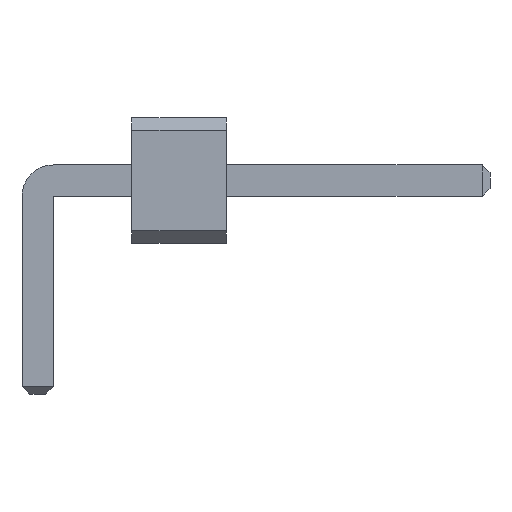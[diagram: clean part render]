
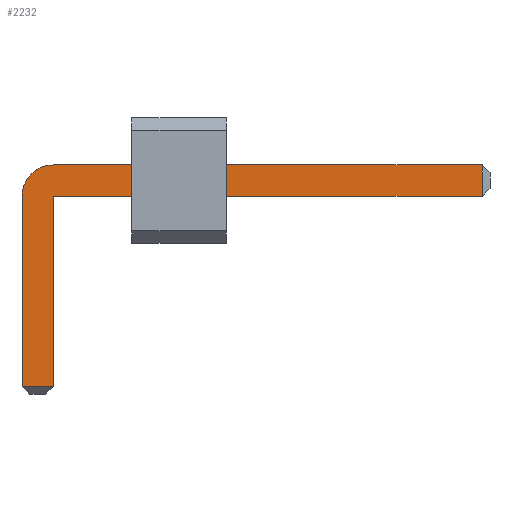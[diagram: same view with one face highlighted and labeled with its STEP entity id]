
A CAD part, front view. The second image highlights one B-rep face of the part: STEP entity #2232.
In plain terms, the highlighted planar face has unit normal (0, -1, 0).
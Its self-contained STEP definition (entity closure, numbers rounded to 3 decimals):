
#13=DIRECTION('',(0.,0.,1.));
#27=VECTOR('',#28,1.);
#28=DIRECTION('',(1.,0.,0.));
#961=VECTOR('',#13,1.);
#1003=DIRECTION('',(0.,1.,0.));
#2010=DIRECTION('',(0.,0.,-1.));
#2047=VECTOR('',#2010,1.);
#2054=VECTOR('',#2055,1.);
#2055=DIRECTION('',(-1.,0.,0.));
#2076=DIRECTION('',(-0.,1.,0.));
#2086=VERTEX_POINT('',#2087);
#2087=CARTESIAN_POINT('',(0.25,-30.25,1.25));
#2089=ORIENTED_EDGE('',*,*,#2090,.T.);
#2090=EDGE_CURVE('',#2086,#2091,#2093,.T.);
#2091=VERTEX_POINT('',#2092);
#2092=CARTESIAN_POINT('',(7.075,-30.25,1.25));
#2093=LINE('',#2094,#27);
#2094=CARTESIAN_POINT('',(-0.25,-30.25,1.25));
#2130=EDGE_CURVE('',#2131,#2086,#2133,.T.);
#2131=VERTEX_POINT('',#2132);
#2132=CARTESIAN_POINT('',(-0.25,-30.25,0.75));
#2133=CIRCLE('',#2134,0.5);
#2134=AXIS2_PLACEMENT_3D('',#2135,#2076,#2010);
#2135=CARTESIAN_POINT('',(0.25,-30.25,0.75));
#2147=VERTEX_POINT('',#2148);
#2148=CARTESIAN_POINT('',(7.075,-30.25,0.75));
#2150=ORIENTED_EDGE('',*,*,#2151,.T.);
#2151=EDGE_CURVE('',#2147,#2152,#2153,.T.);
#2152=VERTEX_POINT('',#2135);
#2153=LINE('',#2154,#2054);
#2154=CARTESIAN_POINT('',(7.2,-30.25,0.75));
#2166=VERTEX_POINT('',#2167);
#2167=CARTESIAN_POINT('',(-0.25,-30.25,-2.275));
#2169=ORIENTED_EDGE('',*,*,#2170,.T.);
#2170=EDGE_CURVE('',#2166,#2131,#2171,.T.);
#2171=LINE('',#2172,#961);
#2172=CARTESIAN_POINT('',(-0.25,-30.25,-2.4));
#2180=ORIENTED_EDGE('',*,*,#2181,.T.);
#2181=EDGE_CURVE('',#2152,#2182,#2184,.T.);
#2182=VERTEX_POINT('',#2183);
#2183=CARTESIAN_POINT('',(0.25,-30.25,-2.275));
#2184=LINE('',#2135,#2047);
#2232=ADVANCED_FACE('',(#2233),#2242,.F.);
#2233=FACE_BOUND('',#2234,.F.);
#2234=EDGE_LOOP('',(#2089,#2235,#2150,#2180,#2238,#2169,#2241));
#2235=ORIENTED_EDGE('',*,*,#2236,.T.);
#2236=EDGE_CURVE('',#2091,#2147,#2237,.T.);
#2237=LINE('',#2092,#2047);
#2238=ORIENTED_EDGE('',*,*,#2239,.T.);
#2239=EDGE_CURVE('',#2182,#2166,#2240,.T.);
#2240=LINE('',#2183,#2054);
#2241=ORIENTED_EDGE('',*,*,#2130,.T.);
#2242=PLANE('',#2243);
#2243=AXIS2_PLACEMENT_3D('',#2244,#1003,#13);
#2244=CARTESIAN_POINT('',(2.489,-30.25,0.411));
